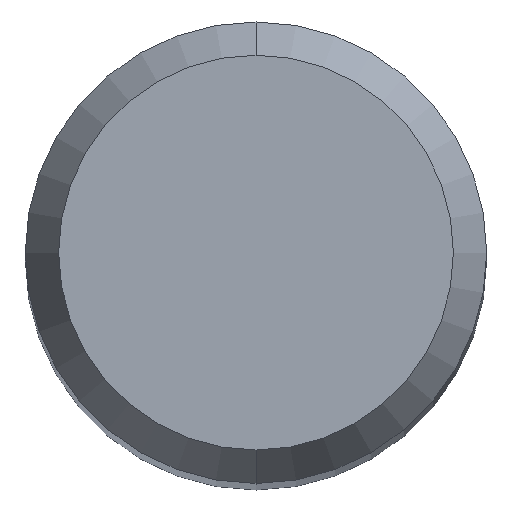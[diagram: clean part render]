
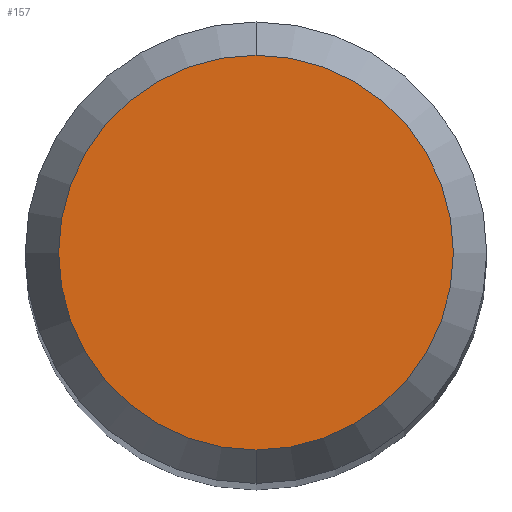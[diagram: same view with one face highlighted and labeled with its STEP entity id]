
A CAD part, top view. The second image highlights one B-rep face of the part: STEP entity #157.
In plain terms, the highlighted planar face has unit normal (0, 0, 1).
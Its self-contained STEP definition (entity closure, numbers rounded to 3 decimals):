
#151=VERTEX_POINT('',#307);
#157=ADVANCED_FACE('',(#314),#315,.T.);
#195=EDGE_CURVE('',#151,#209,#358,.T.);
#209=VERTEX_POINT('',#374);
#225=EDGE_CURVE('',#209,#151,#392,.T.);
#307=CARTESIAN_POINT('',(0.,-1.358,0.));
#314=FACE_OUTER_BOUND('',#492,.T.);
#315=PLANE('',#493);
#358=CIRCLE('',#548,1.358);
#374=CARTESIAN_POINT('',(0.0,1.358,0.));
#392=CIRCLE('',#592,1.358);
#492=EDGE_LOOP('',(#671,#672));
#493=AXIS2_PLACEMENT_3D('',#673,#674,#675);
#548=AXIS2_PLACEMENT_3D('',#732,#733,#734);
#592=AXIS2_PLACEMENT_3D('',#781,#782,#783);
#671=ORIENTED_EDGE('',*,*,#225,.F.);
#672=ORIENTED_EDGE('',*,*,#195,.F.);
#673=CARTESIAN_POINT('',(0.0,0.679,0.));
#674=DIRECTION('',(-0.0,0.0,1.0));
#675=DIRECTION('',(0.0,-1.0,0.0));
#732=CARTESIAN_POINT('',(0.0,0.0,0.));
#733=DIRECTION('',(0.0,0.0,-1.0));
#734=DIRECTION('',(0.0,1.0,0.0));
#781=CARTESIAN_POINT('',(0.0,0.0,0.));
#782=DIRECTION('',(0.0,0.0,-1.0));
#783=DIRECTION('',(0.0,1.0,0.0));
